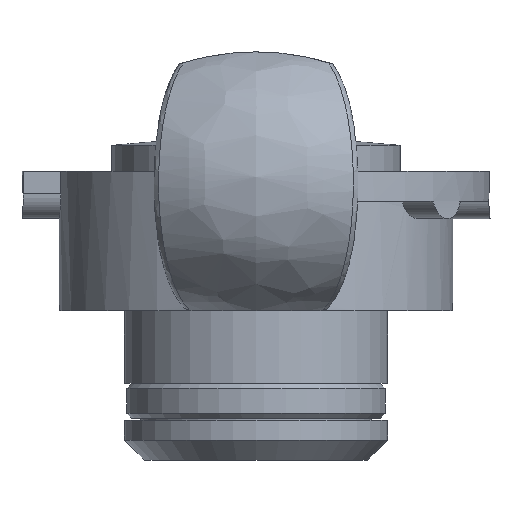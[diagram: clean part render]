
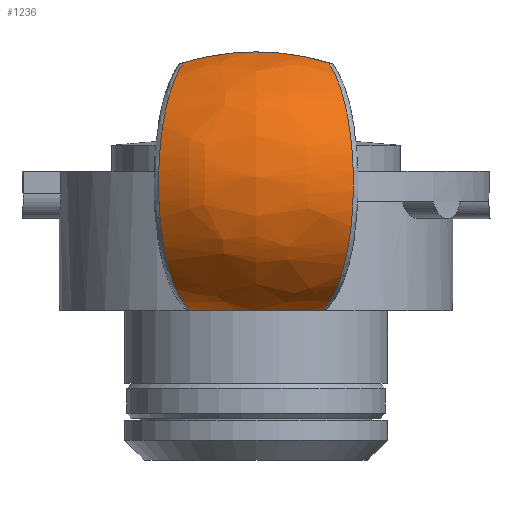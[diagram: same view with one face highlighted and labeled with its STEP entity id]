
A CAD part, left-side view. The second image highlights one B-rep face of the part: STEP entity #1236.
In plain terms, the highlighted free-form (B-spline) face has degree [2, 2] with [5, 3] control points.
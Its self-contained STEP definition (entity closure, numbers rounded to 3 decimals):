
#23=(
BOUNDED_SURFACE()
B_SPLINE_SURFACE(2,2,((#2444,#2445,#2446),(#2447,#2448,#2449),(#2450,#2451,
#2452),(#2453,#2454,#2455),(#2456,#2457,#2458)),.UNSPECIFIED.,.F.,.F.,.F.)
B_SPLINE_SURFACE_WITH_KNOTS((3,2,3),(3,3),(-1.256,0.045,
1.347),(-0.671,0.671),.UNSPECIFIED.)
GEOMETRIC_REPRESENTATION_ITEM()
RATIONAL_B_SPLINE_SURFACE(((1.,0.783,1.),(0.796,0.623,
0.796),(1.,0.783,1.),(0.796,0.623,
0.796),(1.,0.783,1.)))
REPRESENTATION_ITEM('')
SURFACE()
);
#51=B_SPLINE_CURVE_WITH_KNOTS('',3,(#2308,#2309,#2310,#2311,#2312,#2313),
 .UNSPECIFIED.,.F.,.F.,(4,2,4),(4.941,5.102,5.647),
 .UNSPECIFIED.);
#54=B_SPLINE_CURVE_WITH_KNOTS('',3,(#2345,#2346,#2347,#2348,#2349,#2350),
 .UNSPECIFIED.,.F.,.F.,(4,2,4),(5.647,6.192,6.354),
 .UNSPECIFIED.);
#58=B_SPLINE_CURVE_WITH_KNOTS('',3,(#2433,#2434,#2435,#2436,#2437,#2438,
#2439,#2440,#2441,#2442,#2443),.UNSPECIFIED.,.F.,.F.,(4,1,1,1,1,1,1,1,4),
(-3.228,-3.048,-2.932,-2.005,
-1.541,-1.077,-0.613,-0.498,
-0.259),.UNSPECIFIED.);
#59=B_SPLINE_CURVE_WITH_KNOTS('',3,(#2459,#2460,#2461,#2462,#2463,#2464,
#2465,#2466,#2467,#2468),.UNSPECIFIED.,.F.,.F.,(4,1,1,1,1,1,1,4),(-3.687,
-3.332,-2.869,-2.405,-1.941,
-1.477,-1.013,-0.717),.UNSPECIFIED.);
#153=FACE_OUTER_BOUND('',#227,.T.);
#227=EDGE_LOOP('',(#898,#899,#900,#901,#902));
#415=CIRCLE('',#1333,10.676);
#495=VERTEX_POINT('',#1859);
#496=VERTEX_POINT('',#1870);
#535=VERTEX_POINT('',#2297);
#537=VERTEX_POINT('',#2307);
#538=VERTEX_POINT('',#2329);
#624=EDGE_CURVE('',#496,#495,#415,.T.);
#673=EDGE_CURVE('',#537,#535,#51,.T.);
#676=EDGE_CURVE('',#535,#538,#54,.T.);
#680=EDGE_CURVE('',#537,#495,#58,.T.);
#681=EDGE_CURVE('',#496,#538,#59,.T.);
#898=ORIENTED_EDGE('',*,*,#624,.T.);
#899=ORIENTED_EDGE('',*,*,#680,.F.);
#900=ORIENTED_EDGE('',*,*,#673,.T.);
#901=ORIENTED_EDGE('',*,*,#676,.T.);
#902=ORIENTED_EDGE('',*,*,#681,.F.);
#1236=ADVANCED_FACE('',(#153),#23,.T.);
#1333=AXIS2_PLACEMENT_3D('',#1871,#1508,#1509);
#1508=DIRECTION('center_axis',(0.,0.,1.));
#1509=DIRECTION('ref_axis',(1.,0.,0.));
#1859=CARTESIAN_POINT('',(-19.861,-6.638,-12.838));
#1870=CARTESIAN_POINT('',(-19.861,6.638,-12.838));
#1871=CARTESIAN_POINT('Origin',(-11.5,0.,-12.838));
#2297=CARTESIAN_POINT('',(-21.,0.,13.162));
#2307=CARTESIAN_POINT('',(-21.724,-7.293,12.064));
#2308=CARTESIAN_POINT('Ctrl Pts',(-21.724,-7.293,12.064));
#2309=CARTESIAN_POINT('Ctrl Pts',(-21.705,-6.746,12.232));
#2310=CARTESIAN_POINT('Ctrl Pts',(-21.663,-6.19,12.382));
#2311=CARTESIAN_POINT('Ctrl Pts',(-21.41,-3.745,12.953));
#2312=CARTESIAN_POINT('Ctrl Pts',(-21.,-1.817,13.162));
#2313=CARTESIAN_POINT('Ctrl Pts',(-21.,0.,13.162));
#2329=CARTESIAN_POINT('',(-21.724,7.293,12.064));
#2345=CARTESIAN_POINT('Ctrl Pts',(-21.,0.,13.162));
#2346=CARTESIAN_POINT('Ctrl Pts',(-21.,1.817,13.162));
#2347=CARTESIAN_POINT('Ctrl Pts',(-21.41,3.745,12.953));
#2348=CARTESIAN_POINT('Ctrl Pts',(-21.663,6.19,12.382));
#2349=CARTESIAN_POINT('Ctrl Pts',(-21.705,6.746,12.232));
#2350=CARTESIAN_POINT('Ctrl Pts',(-21.724,7.293,12.064));
#2433=CARTESIAN_POINT('Ctrl Pts',(-21.724,-7.293,12.063));
#2434=CARTESIAN_POINT('Ctrl Pts',(-22.275,-7.485,11.781));
#2435=CARTESIAN_POINT('Ctrl Pts',(-23.151,-7.79,11.25));
#2436=CARTESIAN_POINT('Ctrl Pts',(-26.541,-8.962,8.623));
#2437=CARTESIAN_POINT('Ctrl Pts',(-29.24,-9.883,3.532));
#2438=CARTESIAN_POINT('Ctrl Pts',(-28.858,-9.753,-3.319));
#2439=CARTESIAN_POINT('Ctrl Pts',(-26.813,-9.053,-7.966));
#2440=CARTESIAN_POINT('Ctrl Pts',(-24.179,-8.147,-10.604));
#2441=CARTESIAN_POINT('Ctrl Pts',(-21.754,-7.304,-12.1));
#2442=CARTESIAN_POINT('Ctrl Pts',(-20.634,-6.912,-12.585));
#2443=CARTESIAN_POINT('Ctrl Pts',(-19.861,-6.638,-12.838));
#2444=CARTESIAN_POINT('Ctrl Pts',(-19.861,-6.638,-12.838));
#2445=CARTESIAN_POINT('Ctrl Pts',(-25.131,0.,-12.838));
#2446=CARTESIAN_POINT('Ctrl Pts',(-19.861,6.638,-12.838));
#2447=CARTESIAN_POINT('Ctrl Pts',(-27.516,-12.717,-9.659));
#2448=CARTESIAN_POINT('Ctrl Pts',(-37.613,0.,-9.659));
#2449=CARTESIAN_POINT('Ctrl Pts',(-27.516,12.717,-9.659));
#2450=CARTESIAN_POINT('Ctrl Pts',(-27.152,-12.428,0.61));
#2451=CARTESIAN_POINT('Ctrl Pts',(-37.02,0.,0.61));
#2452=CARTESIAN_POINT('Ctrl Pts',(-27.152,12.428,0.61));
#2453=CARTESIAN_POINT('Ctrl Pts',(-26.789,-12.139,10.878));
#2454=CARTESIAN_POINT('Ctrl Pts',(-36.427,0.,10.878));
#2455=CARTESIAN_POINT('Ctrl Pts',(-26.789,12.139,10.878));
#2456=CARTESIAN_POINT('Ctrl Pts',(-18.94,-5.907,13.162));
#2457=CARTESIAN_POINT('Ctrl Pts',(-23.63,0.,13.162));
#2458=CARTESIAN_POINT('Ctrl Pts',(-18.94,5.907,13.162));
#2459=CARTESIAN_POINT('Ctrl Pts',(-19.861,6.638,-12.837));
#2460=CARTESIAN_POINT('Ctrl Pts',(-21.012,7.045,-12.461));
#2461=CARTESIAN_POINT('Ctrl Pts',(-23.567,7.936,-11.215));
#2462=CARTESIAN_POINT('Ctrl Pts',(-26.814,9.053,-7.963));
#2463=CARTESIAN_POINT('Ctrl Pts',(-28.862,9.754,-3.314));
#2464=CARTESIAN_POINT('Ctrl Pts',(-29.135,9.848,1.809));
#2465=CARTESIAN_POINT('Ctrl Pts',(-27.593,9.32,6.678));
#2466=CARTESIAN_POINT('Ctrl Pts',(-24.84,8.375,10.122));
#2467=CARTESIAN_POINT('Ctrl Pts',(-22.633,7.61,11.599));
#2468=CARTESIAN_POINT('Ctrl Pts',(-21.724,7.293,12.063));
